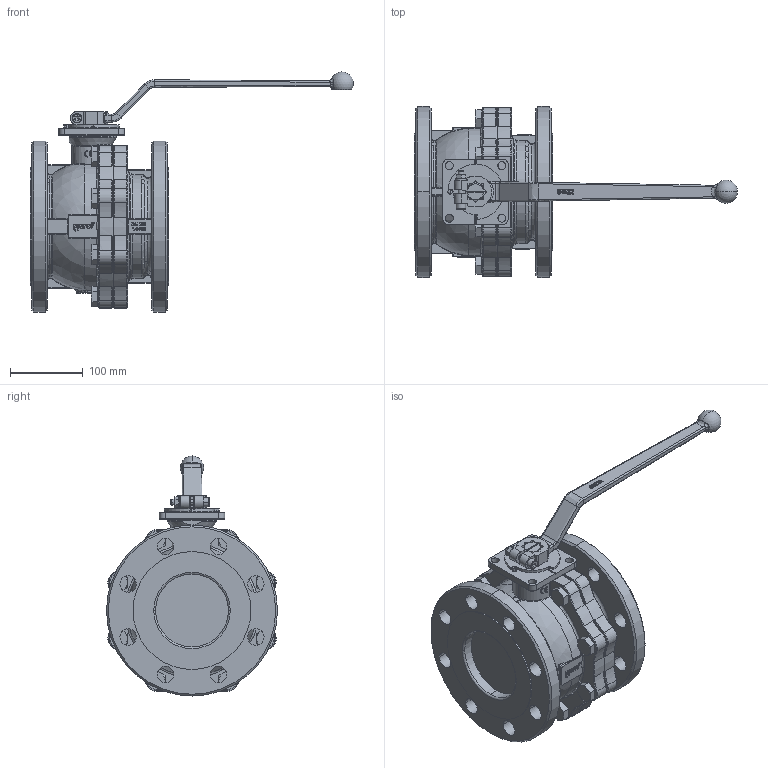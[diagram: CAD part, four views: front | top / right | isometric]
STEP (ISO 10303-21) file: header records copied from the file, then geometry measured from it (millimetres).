
FILE_DESCRIPTION(('HOOPS Exchange Step'),'2;1');
FILE_NAME('FK05_PN40_DN100.stp','2025-07-03T10:01:23+02:00',('nieru'),('Unknown organisation'),'HOOPS Exchange 2024.2','HOOPS Exchange','Unknown authorisation');
FILE_SCHEMA( ('AP203_CONFIGURATION_CONTROLLED_3D_DESIGN_OF_MECHANICAL_PARTS_AND_ASSEMBLIES_MIM_LF') );
Length unit declared in the file: millimetre
Products named in the file (2): 0; root
Assembly tree (1 placements, depth 2):
  root
    0
Bounding box: 444 x 235 x 329.85 mm (x, y, z)
Volume: 5417433.1 mm3; surface area: 417689.3 mm2
Topology: 1 solids, 1 shells, 2306 faces, 6172 edges, 3922 vertices
Faces by surface type: bspline 779, plane 598, cylinder 515, torus 233, cone 163, sphere 18
Entity records: 92877 total; most frequent: CARTESIAN_POINT 40746, ORIENTED_EDGE 12312, DIRECTION 8379, EDGE_CURVE 6156, VERTEX_POINT 3922, AXIS2_PLACEMENT_3D 2956, EDGE_LOOP 2468, FACE_BOUND 2468
